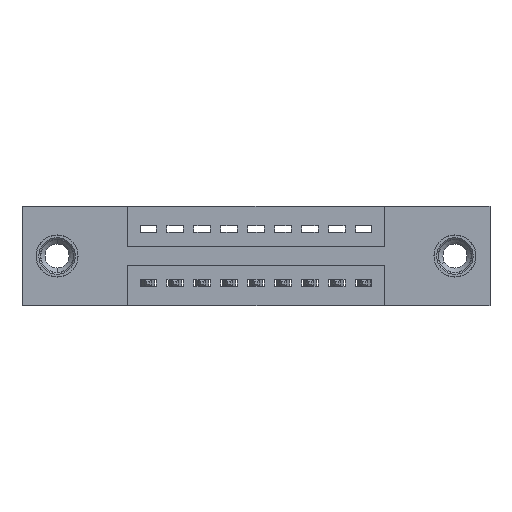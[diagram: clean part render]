
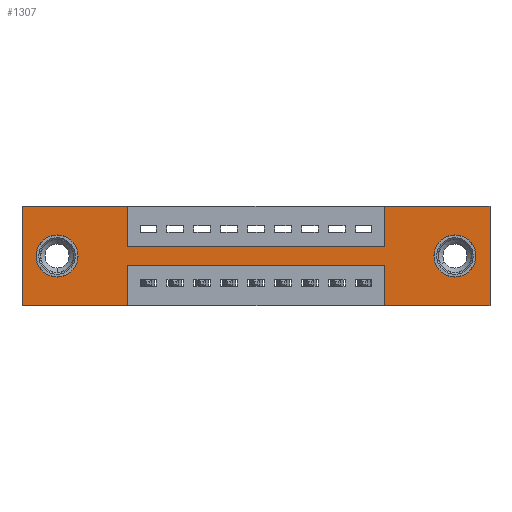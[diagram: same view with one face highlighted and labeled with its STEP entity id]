
A CAD part, front view. The second image highlights one B-rep face of the part: STEP entity #1307.
In plain terms, the highlighted planar face has unit normal (0, -1, 0).
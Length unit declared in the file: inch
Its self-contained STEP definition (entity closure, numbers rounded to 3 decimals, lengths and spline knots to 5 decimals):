
#35 = DIRECTION ( 'NONE',  ( 0., 1., 0. ) ) ;
#127 = CARTESIAN_POINT ( 'NONE',  ( 1.605, 0., -0.185 ) ) ;
#296 = ORIENTED_EDGE ( 'NONE', *, *, #7870, .F. ) ;
#366 = VECTOR ( 'NONE', #8022, 39.37008 ) ;
#375 = FACE_BOUND ( 'NONE', #11084, .T. ) ;
#463 = ORIENTED_EDGE ( 'NONE', *, *, #8984, .F. ) ;
#631 = DIRECTION ( 'NONE',  ( 0., 0., 1. ) ) ;
#705 = VERTEX_POINT ( 'NONE', #7863 ) ;
#735 = VERTEX_POINT ( 'NONE', #4953 ) ;
#855 = EDGE_CURVE ( 'NONE', #10377, #7209, #9628, .T. ) ;
#1003 = AXIS2_PLACEMENT_3D ( 'NONE', #127, #6858, #8967 ) ;
#1060 = DIRECTION ( 'NONE',  ( -1., 0., 0. ) ) ;
#1286 = VECTOR ( 'NONE', #1060, 39.37008 ) ;
#1305 = DIRECTION ( 'NONE',  ( 0., -1., 0. ) ) ;
#1307 = ADVANCED_FACE ( 'NONE', ( #375, #1869, #4569 ), #11020, .T. ) ;
#1398 = CIRCLE ( 'NONE', #9236, 0.078 ) ;
#1487 = DIRECTION ( 'NONE',  ( -1., 0., 0. ) ) ;
#1561 = DIRECTION ( 'NONE',  ( 0., 0., -1. ) ) ;
#1635 = ORIENTED_EDGE ( 'NONE', *, *, #5686, .F. ) ;
#1690 = EDGE_CURVE ( 'NONE', #5802, #5044, #10749, .T. ) ;
#1869 = FACE_BOUND ( 'NONE', #10432, .T. ) ;
#1904 = ORIENTED_EDGE ( 'NONE', *, *, #855, .F. ) ;
#1951 = VECTOR ( 'NONE', #6563, 39.37008 ) ;
#1953 = ORIENTED_EDGE ( 'NONE', *, *, #11374, .T. ) ;
#2052 = CARTESIAN_POINT ( 'NONE',  ( 0., 0., -0.37 ) ) ;
#2137 = EDGE_CURVE ( 'NONE', #705, #6604, #4408, .T. ) ;
#2142 = LINE ( 'NONE', #3132, #11457 ) ;
#2167 = ORIENTED_EDGE ( 'NONE', *, *, #8222, .F. ) ;
#2298 = DIRECTION ( 'NONE',  ( 1., 0., 0. ) ) ;
#2362 = LINE ( 'NONE', #4366, #9156 ) ;
#2803 = EDGE_CURVE ( 'NONE', #7209, #5907, #2142, .T. ) ;
#2845 = CARTESIAN_POINT ( 'NONE',  ( 1.3425, 0., -0.22 ) ) ;
#3132 = CARTESIAN_POINT ( 'NONE',  ( 0., 0., 0. ) ) ;
#3149 = LINE ( 'NONE', #5116, #6609 ) ;
#3168 = VECTOR ( 'NONE', #11335, 39.37008 ) ;
#3231 = VERTEX_POINT ( 'NONE', #5061 ) ;
#3316 = CARTESIAN_POINT ( 'NONE',  ( 0.3925, 0., -0.15 ) ) ;
#3786 = CARTESIAN_POINT ( 'NONE',  ( 0., 0., -0.37 ) ) ;
#3961 = CIRCLE ( 'NONE', #6018, 0.078 ) ;
#3987 = LINE ( 'NONE', #11173, #7919 ) ;
#4048 = CARTESIAN_POINT ( 'NONE',  ( 1.605, 0., -0.185 ) ) ;
#4051 = VECTOR ( 'NONE', #6624, 39.37008 ) ;
#4187 = CARTESIAN_POINT ( 'NONE',  ( 0., 0., 0. ) ) ;
#4366 = CARTESIAN_POINT ( 'NONE',  ( 1.3425, 0., -0.37 ) ) ;
#4371 = LINE ( 'NONE', #5602, #4051 ) ;
#4408 = LINE ( 'NONE', #9712, #366 ) ;
#4461 = ORIENTED_EDGE ( 'NONE', *, *, #12367, .T. ) ;
#4506 = LINE ( 'NONE', #11254, #3168 ) ;
#4550 = VERTEX_POINT ( 'NONE', #2845 ) ;
#4569 = FACE_OUTER_BOUND ( 'NONE', #10964, .T. ) ;
#4649 = VERTEX_POINT ( 'NONE', #11663 ) ;
#4700 = CARTESIAN_POINT ( 'NONE',  ( 1.3425, 0., -0.37 ) ) ;
#4785 = AXIS2_PLACEMENT_3D ( 'NONE', #4048, #9689, #10731 ) ;
#4812 = VECTOR ( 'NONE', #2298, 39.37008 ) ;
#4816 = CARTESIAN_POINT ( 'NONE',  ( 0.13, 0., -0.185 ) ) ;
#4890 = ORIENTED_EDGE ( 'NONE', *, *, #10841, .F. ) ;
#4953 = CARTESIAN_POINT ( 'NONE',  ( 0.13, 0., -0.107 ) ) ;
#5044 = VERTEX_POINT ( 'NONE', #4700 ) ;
#5061 = CARTESIAN_POINT ( 'NONE',  ( 1.605, 0., -0.263 ) ) ;
#5116 = CARTESIAN_POINT ( 'NONE',  ( 0.3925, 0., 0. ) ) ;
#5148 = AXIS2_PLACEMENT_3D ( 'NONE', #9431, #1305, #11132 ) ;
#5184 = DIRECTION ( 'NONE',  ( 0., 0., 1. ) ) ;
#5369 = ORIENTED_EDGE ( 'NONE', *, *, #2803, .F. ) ;
#5550 = CIRCLE ( 'NONE', #1003, 0.078 ) ;
#5602 = CARTESIAN_POINT ( 'NONE',  ( 0., 0., 0. ) ) ;
#5686 = EDGE_CURVE ( 'NONE', #4550, #705, #6878, .T. ) ;
#5737 = DIRECTION ( 'NONE',  ( -1., 0., 0. ) ) ;
#5785 = CARTESIAN_POINT ( 'NONE',  ( 1.3425, 0., -0.15 ) ) ;
#5802 = VERTEX_POINT ( 'NONE', #10334 ) ;
#5907 = VERTEX_POINT ( 'NONE', #11693 ) ;
#5973 = DIRECTION ( 'NONE',  ( 1., 0., 0. ) ) ;
#6018 = AXIS2_PLACEMENT_3D ( 'NONE', #7082, #11072, #5184 ) ;
#6491 = CARTESIAN_POINT ( 'NONE',  ( 1.605, 0., -0.107 ) ) ;
#6563 = DIRECTION ( 'NONE',  ( 0., 0., -1. ) ) ;
#6604 = VERTEX_POINT ( 'NONE', #6745 ) ;
#6609 = VECTOR ( 'NONE', #1561, 39.37008 ) ;
#6624 = DIRECTION ( 'NONE',  ( 0., 0., 1. ) ) ;
#6745 = CARTESIAN_POINT ( 'NONE',  ( 0.3925, 0., -0.37 ) ) ;
#6765 = DIRECTION ( 'NONE',  ( 0., 0., 1. ) ) ;
#6858 = DIRECTION ( 'NONE',  ( 0., 1., 0. ) ) ;
#6868 = CARTESIAN_POINT ( 'NONE',  ( 0.3925, 0., -0.22 ) ) ;
#6878 = LINE ( 'NONE', #6868, #1286 ) ;
#6891 = VERTEX_POINT ( 'NONE', #12358 ) ;
#6941 = CARTESIAN_POINT ( 'NONE',  ( 0., 0., 0. ) ) ;
#7082 = CARTESIAN_POINT ( 'NONE',  ( 0.13, 0., -0.185 ) ) ;
#7114 = CARTESIAN_POINT ( 'NONE',  ( 1.3425, 0., 0. ) ) ;
#7138 = EDGE_CURVE ( 'NONE', #9487, #3231, #5550, .T. ) ;
#7209 = VERTEX_POINT ( 'NONE', #7114 ) ;
#7380 = LINE ( 'NONE', #6941, #4812 ) ;
#7473 = EDGE_CURVE ( 'NONE', #3231, #9487, #11738, .T. ) ;
#7549 = ORIENTED_EDGE ( 'NONE', *, *, #1690, .F. ) ;
#7863 = CARTESIAN_POINT ( 'NONE',  ( 0.3925, 0., -0.22 ) ) ;
#7870 = EDGE_CURVE ( 'NONE', #10541, #8113, #4371, .T. ) ;
#7919 = VECTOR ( 'NONE', #1487, 39.37008 ) ;
#7931 = ORIENTED_EDGE ( 'NONE', *, *, #9285, .F. ) ;
#8022 = DIRECTION ( 'NONE',  ( 0., 0., -1. ) ) ;
#8086 = EDGE_CURVE ( 'NONE', #8113, #4649, #7380, .T. ) ;
#8098 = ORIENTED_EDGE ( 'NONE', *, *, #7473, .T. ) ;
#8113 = VERTEX_POINT ( 'NONE', #4187 ) ;
#8222 = EDGE_CURVE ( 'NONE', #10073, #10377, #4506, .T. ) ;
#8337 = VECTOR ( 'NONE', #5737, 39.37008 ) ;
#8687 = ORIENTED_EDGE ( 'NONE', *, *, #7138, .T. ) ;
#8967 = DIRECTION ( 'NONE',  ( 0., 0., -1. ) ) ;
#8984 = EDGE_CURVE ( 'NONE', #5907, #5802, #11146, .T. ) ;
#9156 = VECTOR ( 'NONE', #11961, 39.37008 ) ;
#9236 = AXIS2_PLACEMENT_3D ( 'NONE', #4816, #35, #6765 ) ;
#9285 = EDGE_CURVE ( 'NONE', #4649, #10073, #3149, .T. ) ;
#9431 = CARTESIAN_POINT ( 'NONE',  ( 0., 0., -0.37 ) ) ;
#9433 = CARTESIAN_POINT ( 'NONE',  ( 1.3425, 0., 0. ) ) ;
#9487 = VERTEX_POINT ( 'NONE', #6491 ) ;
#9569 = ORIENTED_EDGE ( 'NONE', *, *, #2137, .F. ) ;
#9628 = LINE ( 'NONE', #9433, #12023 ) ;
#9689 = DIRECTION ( 'NONE',  ( 0., 1., 0. ) ) ;
#9712 = CARTESIAN_POINT ( 'NONE',  ( 0.3925, 0., -0.37 ) ) ;
#9817 = ORIENTED_EDGE ( 'NONE', *, *, #10000, .F. ) ;
#10000 = EDGE_CURVE ( 'NONE', #5044, #4550, #2362, .T. ) ;
#10073 = VERTEX_POINT ( 'NONE', #3316 ) ;
#10334 = CARTESIAN_POINT ( 'NONE',  ( 1.735, 0., -0.37 ) ) ;
#10377 = VERTEX_POINT ( 'NONE', #5785 ) ;
#10432 = EDGE_LOOP ( 'NONE', ( #1953, #4461 ) ) ;
#10541 = VERTEX_POINT ( 'NONE', #2052 ) ;
#10731 = DIRECTION ( 'NONE',  ( 0., 0., -1. ) ) ;
#10749 = LINE ( 'NONE', #3786, #8337 ) ;
#10841 = EDGE_CURVE ( 'NONE', #6604, #10541, #3987, .T. ) ;
#10964 = EDGE_LOOP ( 'NONE', ( #9569, #1635, #9817, #7549, #463, #5369, #1904, #2167, #7931, #11516, #296, #4890 ) ) ;
#11020 = PLANE ( 'NONE',  #5148 ) ;
#11072 = DIRECTION ( 'NONE',  ( 0., 1., 0. ) ) ;
#11084 = EDGE_LOOP ( 'NONE', ( #8687, #8098 ) ) ;
#11132 = DIRECTION ( 'NONE',  ( 0., 0., -1. ) ) ;
#11146 = LINE ( 'NONE', #12299, #1951 ) ;
#11173 = CARTESIAN_POINT ( 'NONE',  ( 0., 0., -0.37 ) ) ;
#11254 = CARTESIAN_POINT ( 'NONE',  ( 0.3925, 0., -0.15 ) ) ;
#11335 = DIRECTION ( 'NONE',  ( 1., 0., 0. ) ) ;
#11374 = EDGE_CURVE ( 'NONE', #735, #6891, #3961, .T. ) ;
#11457 = VECTOR ( 'NONE', #5973, 39.37008 ) ;
#11516 = ORIENTED_EDGE ( 'NONE', *, *, #8086, .F. ) ;
#11663 = CARTESIAN_POINT ( 'NONE',  ( 0.3925, 0., 0. ) ) ;
#11693 = CARTESIAN_POINT ( 'NONE',  ( 1.735, 0., 0. ) ) ;
#11738 = CIRCLE ( 'NONE', #4785, 0.078 ) ;
#11961 = DIRECTION ( 'NONE',  ( 0., 0., 1. ) ) ;
#12023 = VECTOR ( 'NONE', #631, 39.37008 ) ;
#12299 = CARTESIAN_POINT ( 'NONE',  ( 1.735, 0., 0. ) ) ;
#12358 = CARTESIAN_POINT ( 'NONE',  ( 0.13, 0., -0.263 ) ) ;
#12367 = EDGE_CURVE ( 'NONE', #6891, #735, #1398, .T. ) ;
